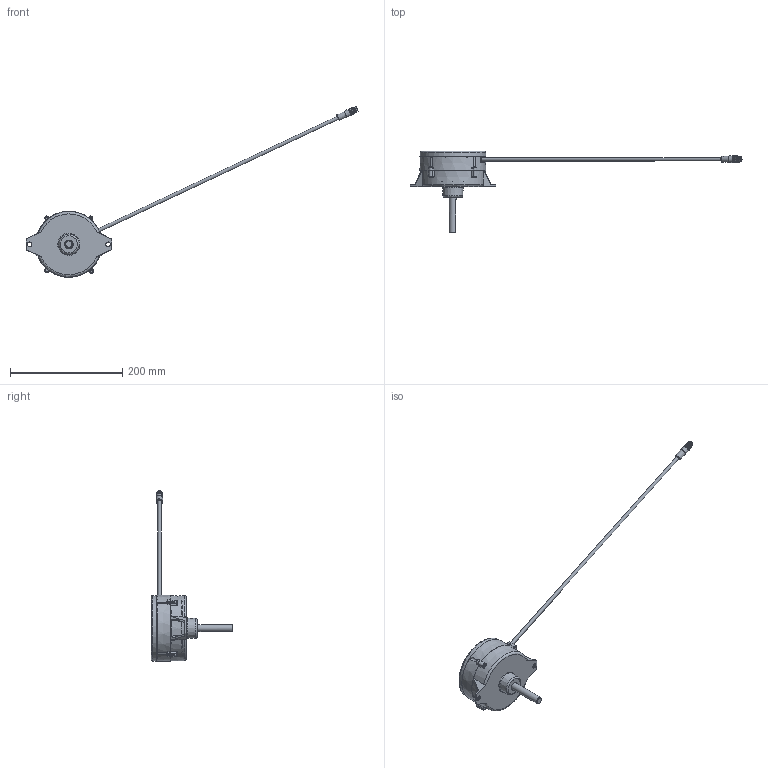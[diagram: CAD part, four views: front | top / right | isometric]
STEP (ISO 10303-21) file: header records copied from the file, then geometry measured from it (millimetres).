
FILE_DESCRIPTION (( 'STEP AP214' ), '1' );
FILE_NAME ('UniDrive-ONE.STEP', '2022-11-17T04:16:20', ( '' ), ( '' ), 'SwSTEP 2.0', 'SolidWorks 2021', '' );
FILE_SCHEMA (( 'AUTOMOTIVE_DESIGN' ));
Length unit declared in the file: inch
Products named in the file (1): UniDrive-ONE
Bounding box: 591.07 x 145.08 x 303.76 mm (x, y, z)
Volume: 212390.8 mm3; surface area: 169158.8 mm2
Topology: 23 solids, 24 shells, 2374 faces, 6662 edges, 4402 vertices
Faces by surface type: plane 900, cylinder 527, bspline 509, cone 415, torus 23
Full cylindrical faces by diameter (mm): 1.1 x5, 2.54 x4, 3.048 x4, 3.81 x8, 3.861 x4, 6 x1, 7.925 x1, 8.51 x1, 10.072 x1, 12.692 x1, 12.705 x1, 15.24 x1, 20.32 x1, 28.575 x2, 110.809 x1, 113.03 x1
Entity records: 141982 total; most frequent: CARTESIAN_POINT 52728, ORIENTED_EDGE 13806, DIRECTION 9237, EDGE_CURVE 6903, VERTEX_POINT 4621, AXIS2_PLACEMENT_3D 3379, EDGE_LOOP 2788, FACE_OUTER_BOUND 2587
